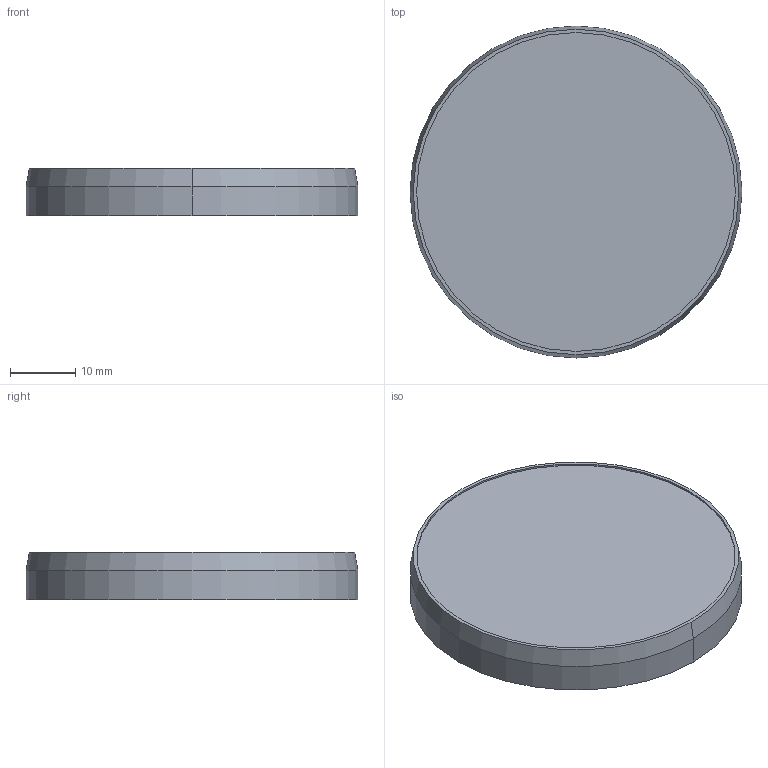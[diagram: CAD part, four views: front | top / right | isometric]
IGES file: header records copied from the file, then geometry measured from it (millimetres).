
Start section:  PTC IGES file: 158512.igs
Global section: file name: 158512.igs; native system: Pro/ENGINEER by Parametric Technology Corporation; preprocessor: 2009141; author: banengservice; organization: Unknown; date: 20111006.130607; units: inch
Bounding box: 50.8 x 50.8 x 7.2 mm (x, y, z)
Volume: 14014.6 mm3; surface area: 5164.6 mm2
Topology: 1 solids, 1 shells, 9 faces, 16 edges, 10 vertices
Faces by surface type: revolution 6, bspline 3
